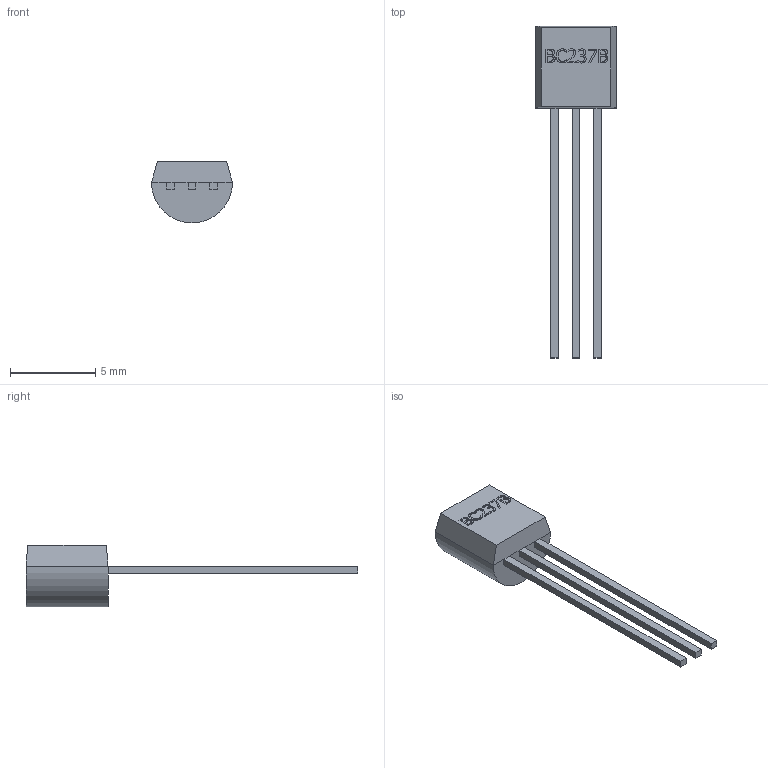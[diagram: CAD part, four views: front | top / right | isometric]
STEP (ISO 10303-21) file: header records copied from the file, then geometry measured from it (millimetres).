
FILE_DESCRIPTION (( 'STEP AP214' ), '1' );
FILE_NAME ('User Library-BC237B Transistors NPN TO-92 (2,54mm).STEP', '2020-03-24T11:48:43', ( '' ), ( '' ), 'SwSTEP 2.0', 'SolidWorks 2019', '' );
FILE_SCHEMA (( 'AUTOMOTIVE_DESIGN' ));
Length unit declared in the file: millimetre
Products named in the file (1): User Library-BC237B Transistors NPN TO-92 (2,54mm)
Bounding box: 4.76 x 19.52 x 3.62 mm (x, y, z)
Volume: 77.2 mm3; surface area: 172.8 mm2
Topology: 1 solids, 1 shells, 152 faces, 410 edges, 270 vertices
Faces by surface type: plane 77, bspline 74, cylinder 1
Entity records: 6806 total; most frequent: CARTESIAN_POINT 1795, ORIENTED_EDGE 820, DIRECTION 422, EDGE_CURVE 410, VERTEX_POINT 270, VECTOR 260, LINE 260, EDGE_LOOP 162
